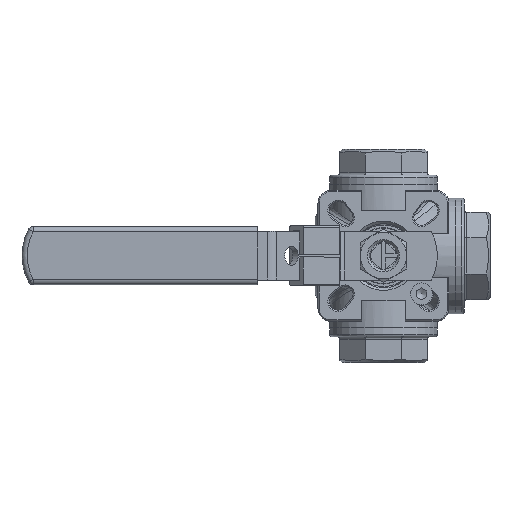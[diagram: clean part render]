
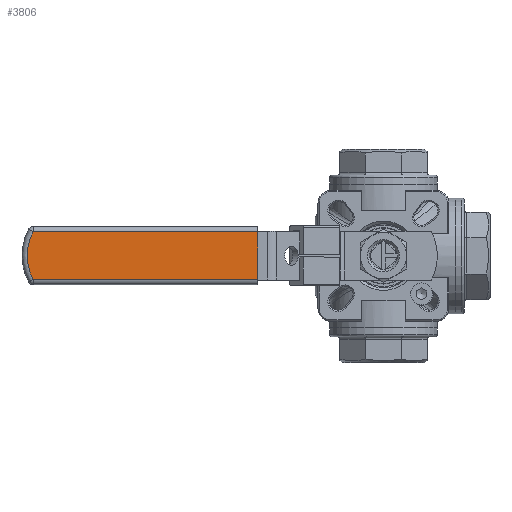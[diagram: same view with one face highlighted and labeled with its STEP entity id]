
A CAD part, top view. The second image highlights one B-rep face of the part: STEP entity #3806.
In plain terms, the highlighted face is planar.
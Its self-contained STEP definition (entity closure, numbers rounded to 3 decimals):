
#3806=ADVANCED_FACE('',(#7510),#7511,.F.);
#7510=FACE_OUTER_BOUND('',#22653,.T.);
#7511=PLANE('',#22654);
#22653=EDGE_LOOP('',(#32596,#32597,#32598,#32599));
#22654=AXIS2_PLACEMENT_3D('',#32600,#32601,#32602);
#32596=ORIENTED_EDGE('',*,*,#37037,.T.);
#32597=ORIENTED_EDGE('',*,*,#37038,.T.);
#32598=ORIENTED_EDGE('',*,*,#37013,.F.);
#32599=ORIENTED_EDGE('',*,*,#37039,.T.);
#32600=CARTESIAN_POINT('',(45.071,28.8,9.5));
#32601=DIRECTION('',(0.,-1.0,0.0));
#32602=DIRECTION('',(1.0,0.,0.0));
#37013=EDGE_CURVE('',#42888,#42890,#42891,.F.);
#37037=EDGE_CURVE('',#42925,#42926,#42927,.F.);
#37038=EDGE_CURVE('',#42926,#42890,#42928,.T.);
#37039=EDGE_CURVE('',#42888,#42925,#42929,.F.);
#42888=VERTEX_POINT('',#53135);
#42890=VERTEX_POINT('',#53137);
#42891=LINE('',#53138,#53139);
#42925=VERTEX_POINT('',#53184);
#42926=VERTEX_POINT('',#53185);
#42927=CIRCLE('',#53186,19.8);
#42928=LINE('',#53187,#53188);
#42929=LINE('',#53189,#53190);
#53135=CARTESIAN_POINT('',(49.0,28.8,9.3));
#53137=CARTESIAN_POINT('',(49.0,28.8,-9.3));
#53138=CARTESIAN_POINT('',(49.0,28.8,9.5));
#53139=VECTOR('',#57277,1.0);
#53184=CARTESIAN_POINT('',(136.48,28.8,9.3));
#53185=CARTESIAN_POINT('',(136.48,28.8,-9.3));
#53186=AXIS2_PLACEMENT_3D('',#57304,#57305,#57306);
#53187=CARTESIAN_POINT('',(45.071,28.8,-9.3));
#53188=VECTOR('',#57307,1.0);
#53189=CARTESIAN_POINT('',(137.643,28.8,9.3));
#53190=VECTOR('',#57308,1.0);
#57277=DIRECTION('',(0.0,0.0,1.0));
#57304=CARTESIAN_POINT('',(119.0,28.8,0.0));
#57305=DIRECTION('',(0.,-1.0,0.0));
#57306=DIRECTION('',(1.0,0.,0.0));
#57307=DIRECTION('',(-1.0,0.,0.0));
#57308=DIRECTION('',(-1.0,0.,0.0));
